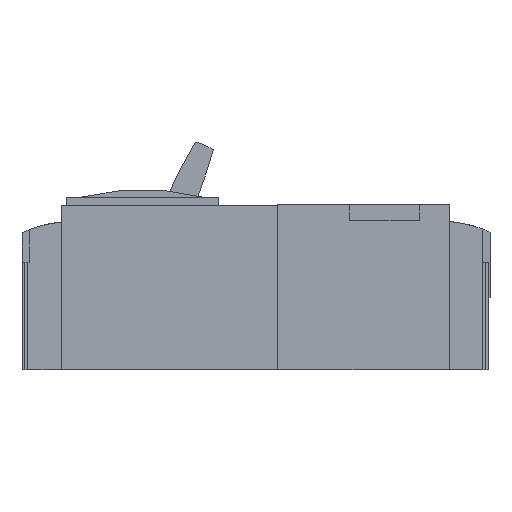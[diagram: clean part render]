
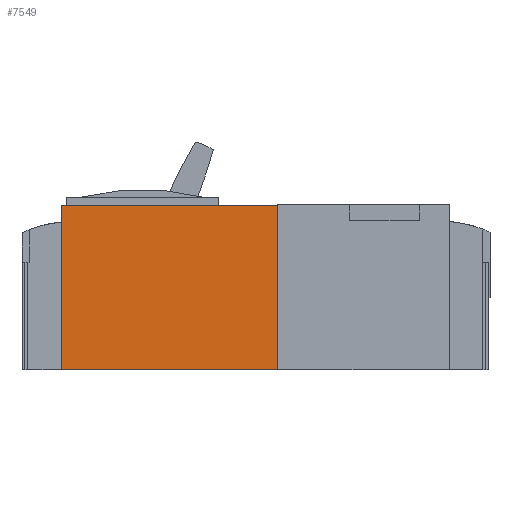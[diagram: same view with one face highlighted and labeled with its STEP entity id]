
A CAD part, left-side view. The second image highlights one B-rep face of the part: STEP entity #7549.
In plain terms, the highlighted planar face has unit normal (-1, 0, 0).
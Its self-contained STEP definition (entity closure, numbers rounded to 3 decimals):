
#834=ORIENTED_EDGE('',*,*,#2827,.F.);
#835=ORIENTED_EDGE('',*,*,#2825,.T.);
#836=ORIENTED_EDGE('',*,*,#2723,.T.);
#837=ORIENTED_EDGE('',*,*,#2828,.F.);
#2723=EDGE_CURVE('',#3742,#3741,#4453,.T.);
#2825=EDGE_CURVE('',#3817,#3742,#4552,.T.);
#2827=EDGE_CURVE('',#3817,#3818,#4554,.T.);
#2828=EDGE_CURVE('',#3818,#3741,#4555,.T.);
#3741=VERTEX_POINT('',#11302);
#3742=VERTEX_POINT('',#11304);
#3817=VERTEX_POINT('',#11497);
#3818=VERTEX_POINT('',#11501);
#4453=LINE('',#11303,#5392);
#4552=LINE('',#11496,#5491);
#4554=LINE('',#11500,#5493);
#4555=LINE('',#11502,#5494);
#5392=VECTOR('',#8990,1000.);
#5491=VECTOR('',#9127,1000.);
#5493=VECTOR('',#9131,1000.);
#5494=VECTOR('',#9132,1000.);
#6165=EDGE_LOOP('',(#834,#835,#836,#837));
#6698=FACE_BOUND('',#6165,.T.);
#7169=PLANE('',#8047);
#7549=ADVANCED_FACE('',(#6698),#7169,.F.);
#8047=AXIS2_PLACEMENT_3D('',#11499,#9129,#9130);
#8990=DIRECTION('',(0.,-1.,0.));
#9127=DIRECTION('',(0.,0.,-1.));
#9129=DIRECTION('',(1.,0.,0.));
#9130=DIRECTION('',(0.,0.,-1.));
#9131=DIRECTION('',(0.,-1.,0.));
#9132=DIRECTION('',(0.,0.,-1.));
#11302=CARTESIAN_POINT('',(35.,131.5,0.));
#11303=CARTESIAN_POINT('',(35.,266.5,0.));
#11304=CARTESIAN_POINT('',(35.,266.5,0.));
#11496=CARTESIAN_POINT('',(35.,266.5,103.));
#11497=CARTESIAN_POINT('',(35.,266.5,102.5));
#11499=CARTESIAN_POINT('',(35.,266.5,103.));
#11500=CARTESIAN_POINT('',(35.,266.5,102.5));
#11501=CARTESIAN_POINT('',(35.,131.5,102.5));
#11502=CARTESIAN_POINT('',(35.,131.5,103.));
